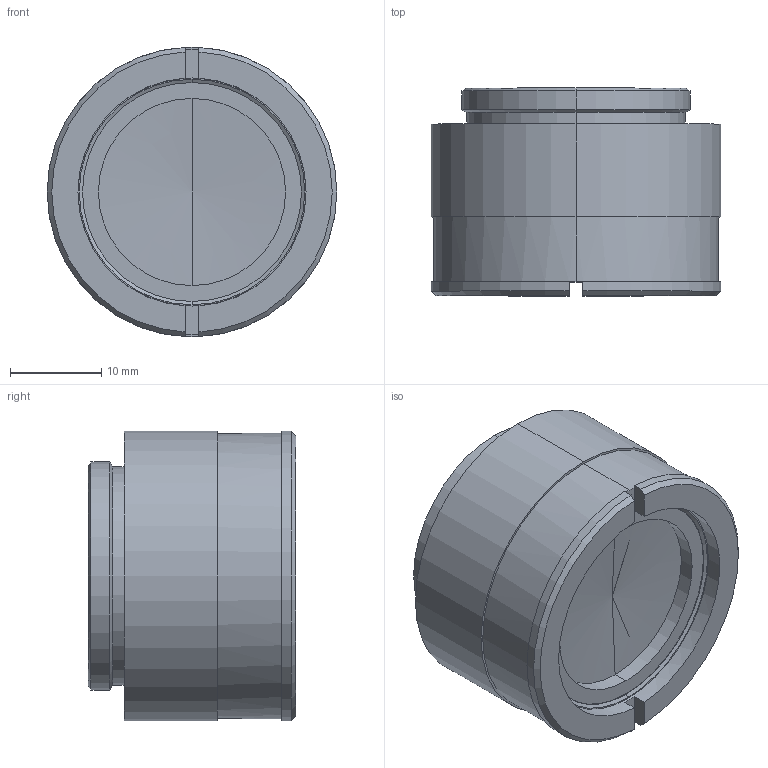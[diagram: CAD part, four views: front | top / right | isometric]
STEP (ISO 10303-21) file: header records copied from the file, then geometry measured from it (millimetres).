
FILE_DESCRIPTION (( 'STEP AP203' ), '1' );
FILE_NAME ('35-00-01-000 OUTLINE.STEP', '2013-04-04T20:04:37', ( '' ), ( '' ), 'SwSTEP 2.0', 'SolidWorks 2011', '' );
FILE_SCHEMA (( 'CONFIG_CONTROL_DESIGN' ));
Length unit declared in the file: millimetre
Products named in the file (1): 35-00-01-000 OUTLINE
Bounding box: 31.75 x 22.76 x 31.75 mm (x, y, z)
Volume: 13658.8 mm3; surface area: 4356.1 mm2
Topology: 1 solids, 1 shells, 48 faces, 110 edges, 66 vertices
Faces by surface type: cylinder 20, plane 16, cone 12
Entity records: 1413 total; most frequent: DIRECTION 254, CARTESIAN_POINT 233, ORIENTED_EDGE 212, EDGE_CURVE 106, AXIS2_PLACEMENT_3D 103, VERTEX_POINT 66, EDGE_LOOP 54, CIRCLE 54
